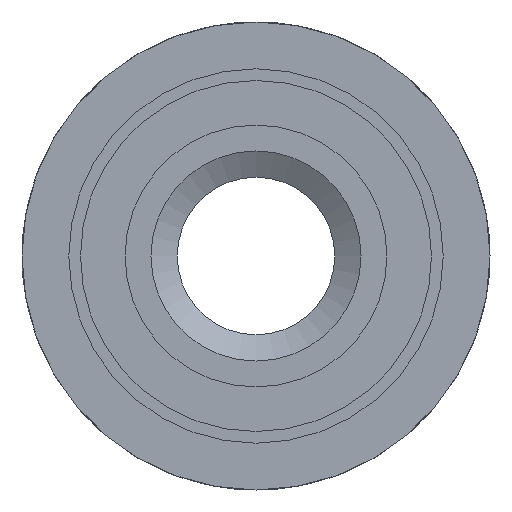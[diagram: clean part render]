
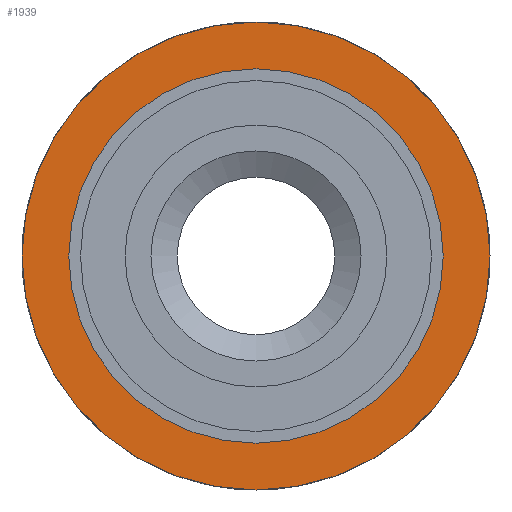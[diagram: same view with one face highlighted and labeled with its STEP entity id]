
A CAD part, left-side view. The second image highlights one B-rep face of the part: STEP entity #1939.
In plain terms, the highlighted planar face has unit normal (-1, 0, 0).
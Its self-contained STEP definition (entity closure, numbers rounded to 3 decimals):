
#69=FACE_BOUND('',#412,.T.);
#122=CIRCLE('',#2039,67.);
#149=CIRCLE('',#2123,53.6);
#285=FACE_OUTER_BOUND('',#411,.T.);
#411=EDGE_LOOP('',(#1751));
#412=EDGE_LOOP('',(#1752));
#880=VERTEX_POINT('',#3076);
#937=VERTEX_POINT('',#3294);
#1107=EDGE_CURVE('',#880,#880,#122,.T.);
#1211=EDGE_CURVE('',#937,#937,#149,.T.);
#1751=ORIENTED_EDGE('',*,*,#1107,.F.);
#1752=ORIENTED_EDGE('',*,*,#1211,.T.);
#1834=PLANE('',#2124);
#1939=ADVANCED_FACE('',(#285,#69),#1834,.T.);
#2039=AXIS2_PLACEMENT_3D('',#3077,#2406,#2407);
#2123=AXIS2_PLACEMENT_3D('',#3295,#2651,#2652);
#2124=AXIS2_PLACEMENT_3D('',#3296,#2653,#2654);
#2406=DIRECTION('center_axis',(1.,0.,0.));
#2407=DIRECTION('ref_axis',(0.,0.,-1.));
#2651=DIRECTION('center_axis',(1.,0.,0.));
#2652=DIRECTION('ref_axis',(0.,0.,-1.));
#2653=DIRECTION('center_axis',(-1.,0.,0.));
#2654=DIRECTION('ref_axis',(0.,0.,1.));
#3076=CARTESIAN_POINT('',(0.,67.,0.));
#3077=CARTESIAN_POINT('Origin',(0.,0.,0.));
#3294=CARTESIAN_POINT('',(0.,53.6,0.));
#3295=CARTESIAN_POINT('Origin',(0.,0.,0.));
#3296=CARTESIAN_POINT('Origin',(0.,67.,0.));
